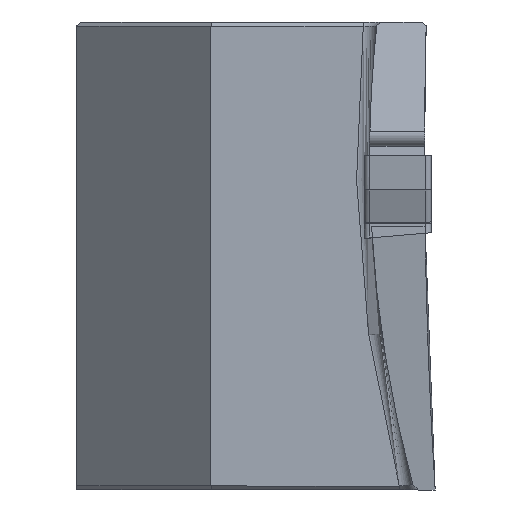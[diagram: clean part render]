
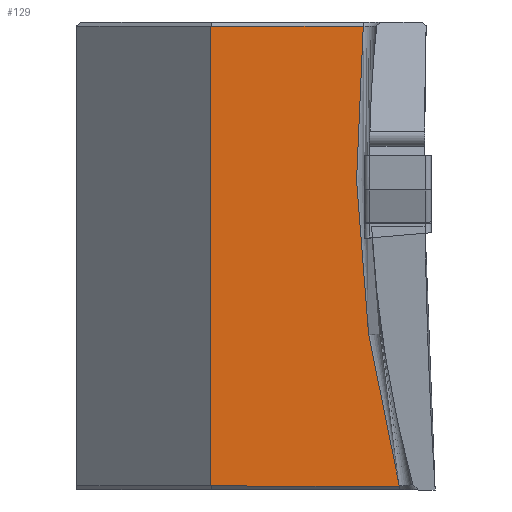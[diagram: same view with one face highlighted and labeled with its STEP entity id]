
A CAD part, left-side view. The second image highlights one B-rep face of the part: STEP entity #129.
In plain terms, the highlighted planar face has unit normal (-1, 0, 0).
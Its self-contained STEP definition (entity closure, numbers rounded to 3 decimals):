
#102=CIRCLE('',#1278,95.);
#129=ADVANCED_FACE('',(#242),#196,.F.);
#196=PLANE('',#1279);
#242=FACE_OUTER_BOUND('',#311,.T.);
#311=EDGE_LOOP('',(#450,#451,#452,#453));
#450=ORIENTED_EDGE('',*,*,#892,.T.);
#451=ORIENTED_EDGE('',*,*,#893,.T.);
#452=ORIENTED_EDGE('',*,*,#894,.T.);
#453=ORIENTED_EDGE('',*,*,#895,.T.);
#776=VERTEX_POINT('',#1876);
#777=VERTEX_POINT('',#1877);
#778=VERTEX_POINT('',#1879);
#779=VERTEX_POINT('',#1881);
#892=EDGE_CURVE('',#776,#777,#102,.T.);
#893=EDGE_CURVE('',#777,#778,#1048,.T.);
#894=EDGE_CURVE('',#778,#779,#1049,.T.);
#895=EDGE_CURVE('',#779,#776,#1050,.T.);
#1048=LINE('',#1878,#1169);
#1049=LINE('',#1880,#1170);
#1050=LINE('',#1882,#1171);
#1169=VECTOR('',#1450,1.);
#1170=VECTOR('',#1451,1.);
#1171=VECTOR('',#1452,1.);
#1278=AXIS2_PLACEMENT_3D('',#1875,#1448,#1449);
#1279=AXIS2_PLACEMENT_3D('',#1883,#1453,#1454);
#1448=DIRECTION('',(1.,0.,0.));
#1449=DIRECTION('',(0.,0.,-1.));
#1450=DIRECTION('',(0.,1.,0.));
#1451=DIRECTION('',(0.,0.,-1.));
#1452=DIRECTION('',(0.,-1.,0.));
#1453=DIRECTION('',(1.,0.,0.));
#1454=DIRECTION('',(0.,0.,-1.));
#1875=CARTESIAN_POINT('',(33.,-115.9,-0.2));
#1876=CARTESIAN_POINT('',(33.,-24.115,-24.704));
#1877=CARTESIAN_POINT('',(33.,-21.417,9.7));
#1878=CARTESIAN_POINT('',(33.,-115.9,9.7));
#1879=CARTESIAN_POINT('',(33.,-10.,9.7));
#1880=CARTESIAN_POINT('',(33.,-10.,10.));
#1881=CARTESIAN_POINT('',(33.,-10.,-24.7));
#1882=CARTESIAN_POINT('',(33.,-115.9,-24.7));
#1883=CARTESIAN_POINT('',(33.,-115.9,-0.2));
